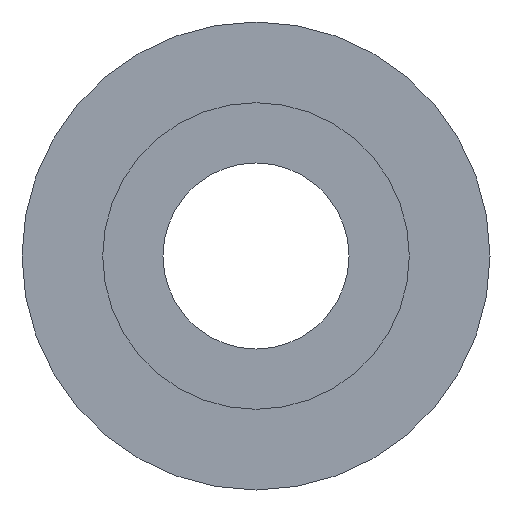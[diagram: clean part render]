
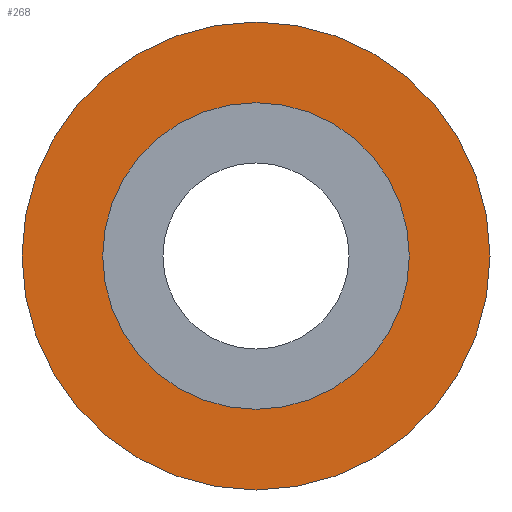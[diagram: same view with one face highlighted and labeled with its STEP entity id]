
A CAD part, front view. The second image highlights one B-rep face of the part: STEP entity #268.
In plain terms, the highlighted planar face has unit normal (0, -1, 0).
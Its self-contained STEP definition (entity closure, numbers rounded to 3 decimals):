
#17=FACE_BOUND('',#78,.T.);
#30=CIRCLE('',#304,20.);
#31=CIRCLE('',#305,20.);
#42=CIRCLE('',#323,13.1);
#43=CIRCLE('',#324,13.1);
#61=FACE_OUTER_BOUND('',#77,.T.);
#77=EDGE_LOOP('',(#244,#245));
#78=EDGE_LOOP('',(#246,#247));
#120=VERTEX_POINT('',#457);
#121=VERTEX_POINT('',#459);
#132=VERTEX_POINT('',#493);
#133=VERTEX_POINT('',#495);
#153=EDGE_CURVE('',#120,#121,#30,.T.);
#154=EDGE_CURVE('',#121,#120,#31,.T.);
#170=EDGE_CURVE('',#133,#132,#42,.T.);
#171=EDGE_CURVE('',#132,#133,#43,.T.);
#244=ORIENTED_EDGE('',*,*,#154,.F.);
#245=ORIENTED_EDGE('',*,*,#153,.F.);
#246=ORIENTED_EDGE('',*,*,#170,.T.);
#247=ORIENTED_EDGE('',*,*,#171,.T.);
#254=PLANE('',#325);
#268=ADVANCED_FACE('',(#61,#17),#254,.T.);
#304=AXIS2_PLACEMENT_3D('',#460,#366,#367);
#305=AXIS2_PLACEMENT_3D('',#461,#368,#369);
#323=AXIS2_PLACEMENT_3D('',#496,#409,#410);
#324=AXIS2_PLACEMENT_3D('',#497,#411,#412);
#325=AXIS2_PLACEMENT_3D('',#498,#413,#414);
#366=DIRECTION('center_axis',(0.,1.,0.));
#367=DIRECTION('ref_axis',(1.,0.,0.));
#368=DIRECTION('center_axis',(0.,1.,0.));
#369=DIRECTION('ref_axis',(1.,0.,0.));
#409=DIRECTION('center_axis',(0.,1.,0.));
#410=DIRECTION('ref_axis',(1.,0.,0.));
#411=DIRECTION('center_axis',(0.,1.,0.));
#412=DIRECTION('ref_axis',(1.,0.,0.));
#413=DIRECTION('center_axis',(0.,-1.,0.));
#414=DIRECTION('ref_axis',(0.,0.,-1.));
#457=CARTESIAN_POINT('',(20.,0.,0.));
#459=CARTESIAN_POINT('',(-20.,0.,0.));
#460=CARTESIAN_POINT('Origin',(0.,0.,0.));
#461=CARTESIAN_POINT('Origin',(0.,0.,0.));
#493=CARTESIAN_POINT('',(13.1,0.,0.));
#495=CARTESIAN_POINT('',(-13.1,0.,0.));
#496=CARTESIAN_POINT('Origin',(0.,0.,0.));
#497=CARTESIAN_POINT('Origin',(0.,0.,0.));
#498=CARTESIAN_POINT('Origin',(-20.,0.,0.));
